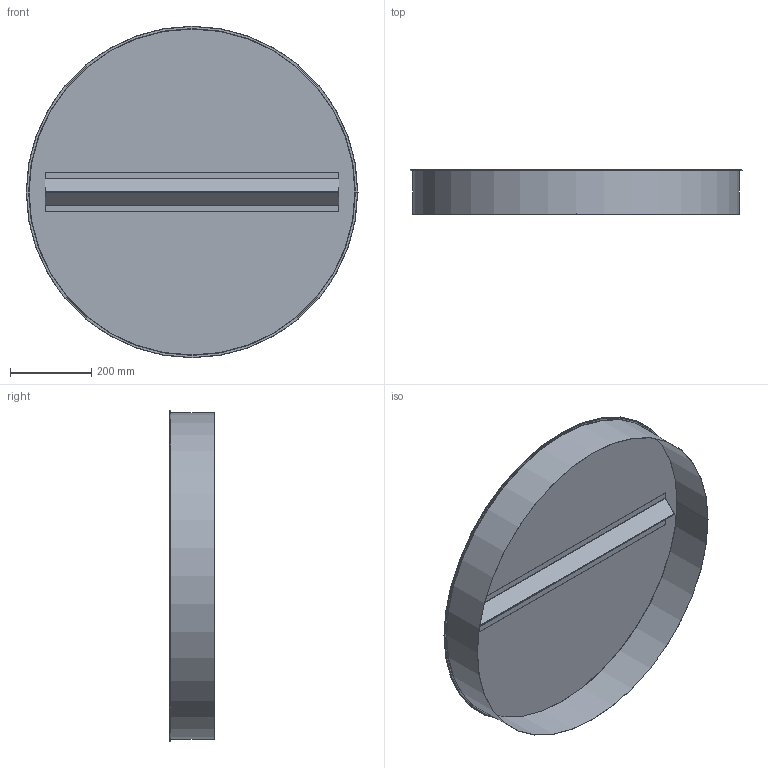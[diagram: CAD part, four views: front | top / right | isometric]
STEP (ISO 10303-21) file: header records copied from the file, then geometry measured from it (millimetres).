
FILE_DESCRIPTION((''),'2;1');
FILE_NAME('HÄLM-800.stp','2014-02-21T14:03:51',(''),(''),'Autodesk Inventor 2013','Autodesk Inventor 2013','');
FILE_SCHEMA(('AUTOMOTIVE_DESIGN { 1 2 10303 214 0 1 1 1 }'));
Length unit declared in the file: millimetre
Products named in the file (4): HÄLM-800; MuffMedFals-800; 116055; Stödprofil-720
Assembly tree (3 placements, depth 2):
  HÄLM-800
    MuffMedFals-800
    116055
    Stödprofil-720
Bounding box: 815.75 x 109.5 x 815.75 mm (x, y, z)
Volume: 488987 mm3; surface area: 1822378.2 mm2
Topology: 3 solids, 3 shells, 55 faces, 107 edges, 58 vertices
Faces by surface type: plane 41, cylinder 10, torus 4
Full cylindrical faces by diameter (mm): 800.8 x1, 801.8 x1, 803.8 x1, 811 x1
Entity records: 1526 total; most frequent: DIRECTION 264, CARTESIAN_POINT 226, ORIENTED_EDGE 212, EDGE_CURVE 106, AXIS2_PLACEMENT_3D 96, VECTOR 72, LINE 72, VERTEX_POINT 58
